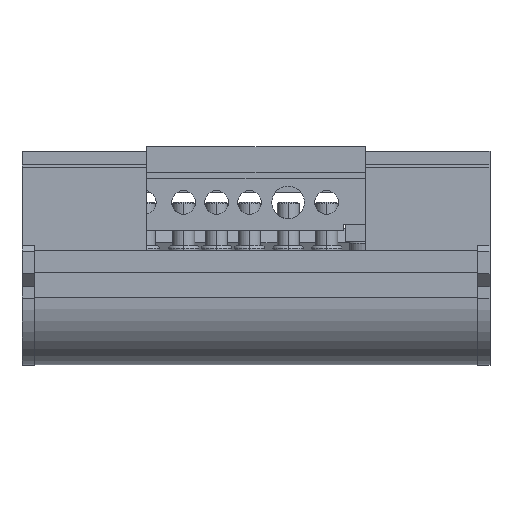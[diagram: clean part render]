
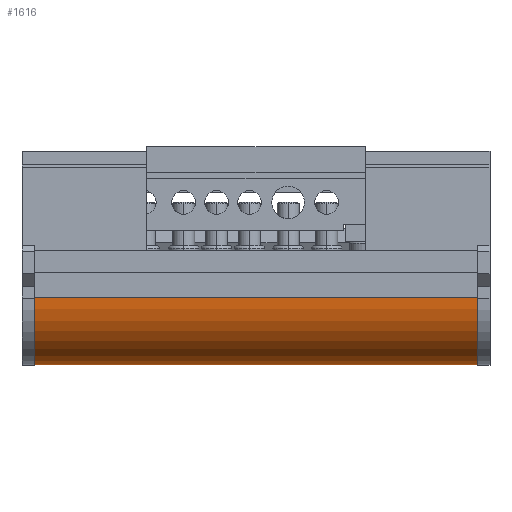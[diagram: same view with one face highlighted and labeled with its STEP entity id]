
A CAD part, left-side view. The second image highlights one B-rep face of the part: STEP entity #1616.
In plain terms, the highlighted cylindrical face has radius 15.5 mm (diameter 31 mm), a partial arc.
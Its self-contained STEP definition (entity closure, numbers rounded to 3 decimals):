
#1616=ADVANCED_FACE('',(#4776),#4777,.T.);
#4776=FACE_OUTER_BOUND('',#11604,.T.);
#4777=CYLINDRICAL_SURFACE('',#11605,15.5);
#11604=EDGE_LOOP('',(#25197,#25198,#25199,#25200));
#11605=AXIS2_PLACEMENT_3D('',#25201,#25202,#25203);
#25197=ORIENTED_EDGE('',*,*,#33235,.F.);
#25198=ORIENTED_EDGE('',*,*,#33236,.T.);
#25199=ORIENTED_EDGE('',*,*,#33237,.T.);
#25200=ORIENTED_EDGE('',*,*,#33238,.F.);
#25201=CARTESIAN_POINT('',(-24.18,76.4,-30.014));
#25202=DIRECTION('',(0.0,1.0,0.0));
#25203=DIRECTION('',(0.0,0.0,-1.0));
#33235=EDGE_CURVE('',#39653,#39654,#39655,.T.);
#33236=EDGE_CURVE('',#39653,#39656,#39657,.T.);
#33237=EDGE_CURVE('',#39656,#39658,#39659,.T.);
#33238=EDGE_CURVE('',#39654,#39658,#39660,.T.);
#39653=VERTEX_POINT('',#55965);
#39654=VERTEX_POINT('',#55966);
#39655=CIRCLE('',#55967,15.5);
#39656=VERTEX_POINT('',#55968);
#39657=LINE('',#55969,#55970);
#39658=VERTEX_POINT('',#55971);
#39659=CIRCLE('',#55972,15.5);
#39660=LINE('',#55973,#55974);
#55965=CARTESIAN_POINT('',(-24.18,76.4,-45.514));
#55966=CARTESIAN_POINT('',(-39.68,76.4,-30.014));
#55967=AXIS2_PLACEMENT_3D('',#71967,#71968,#71969);
#55968=CARTESIAN_POINT('',(-24.18,-26.0,-45.514));
#55969=CARTESIAN_POINT('',(-24.18,76.4,-45.514));
#55970=VECTOR('',#71970,1000.0);
#55971=CARTESIAN_POINT('',(-39.68,-26.0,-30.014));
#55972=AXIS2_PLACEMENT_3D('',#71971,#71972,#71973);
#55973=CARTESIAN_POINT('',(-39.68,76.4,-30.014));
#55974=VECTOR('',#71974,1000.0);
#71967=CARTESIAN_POINT('',(-24.18,76.4,-30.014));
#71968=DIRECTION('',(0.0,1.0,0.0));
#71969=DIRECTION('',(0.0,0.0,-1.0));
#71970=DIRECTION('',(-0.0,-1.0,-0.0));
#71971=CARTESIAN_POINT('',(-24.18,-26.0,-30.014));
#71972=DIRECTION('',(0.0,1.0,0.0));
#71973=DIRECTION('',(0.0,0.0,-1.0));
#71974=DIRECTION('',(-0.0,-1.0,-0.0));
